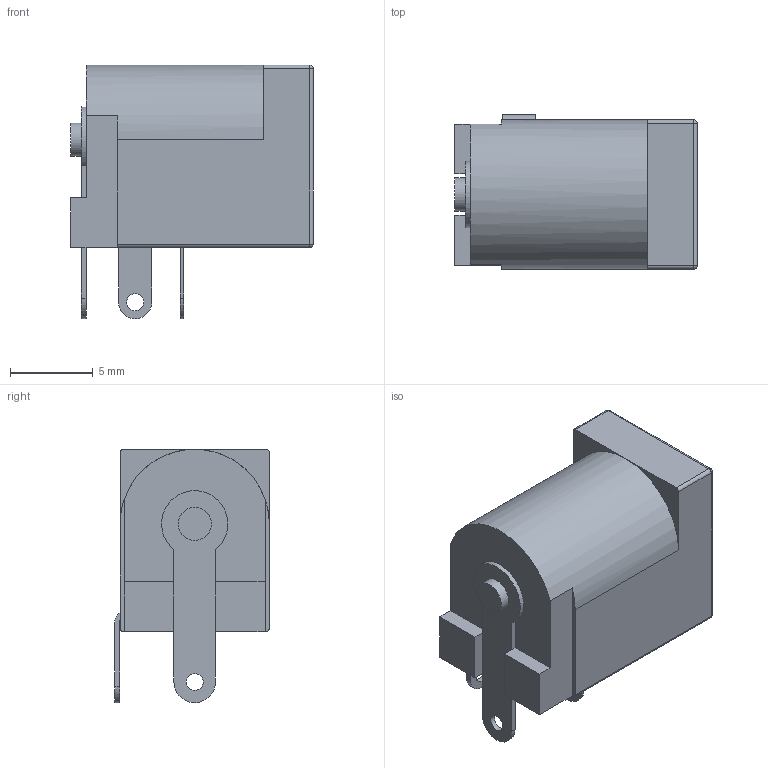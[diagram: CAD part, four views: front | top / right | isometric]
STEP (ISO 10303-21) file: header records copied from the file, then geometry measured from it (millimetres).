
FILE_DESCRIPTION(/* description */ ('STEP AP242','CAx-IF Rec.Pracs.---Representation and Presentation of Product Manufacturing Information (PMI)---4.0---2014-10-13','CAx-IF Rec.Pracs.---3D Tessellated Geometry---0.4---2014-09-14','2;1'),/* implementation_level */ '2;1');
FILE_NAME(/* name */ '6382c766bed0f81eae6a32a5',/* time_stamp */ '2022-11-27T02:11:50+00:00',/* author */ (''),/* organization */ (''),/* preprocessor_version */ 'ST-DEVELOPER v18.102',/* originating_system */ ' ',/* authorisation */ ' ');
FILE_SCHEMA (('AP242_MANAGED_MODEL_BASED_3D_ENGINEERING_MIM_LF { 1 0 10303 442 1 1 4 }'));
Length unit declared in the file: metre
Products named in the file (1): barrel jack
Bounding box: 14.62 x 9.32 x 15.3 mm (x, y, z)
Volume: 1117.3 mm3; surface area: 1012.7 mm2
Topology: 1 solids, 1 shells, 61 faces, 149 edges, 91 vertices
Faces by surface type: plane 35, cylinder 21, sphere 4, torus 1
Full cylindrical faces by diameter (mm): 1.02 x3, 2 x1, 2.5 x1, 5.5 x1
Entity records: 1922 total; most frequent: DIRECTION 307, CARTESIAN_POINT 289, ORIENTED_EDGE 274, EDGE_CURVE 137, AXIS2_PLACEMENT_3D 108, LINE 91, VECTOR 91, VERTEX_POINT 90
